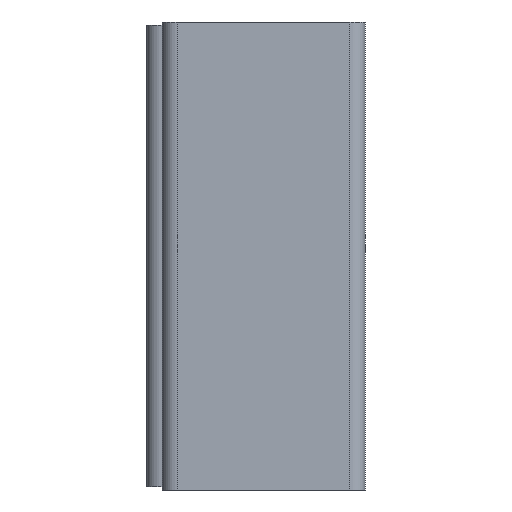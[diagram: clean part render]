
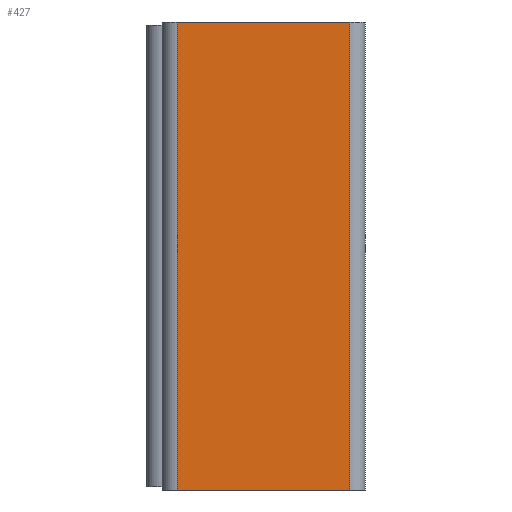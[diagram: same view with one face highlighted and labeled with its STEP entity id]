
A CAD part, left-side view. The second image highlights one B-rep face of the part: STEP entity #427.
In plain terms, the highlighted planar face has unit normal (-1, 0, 0).
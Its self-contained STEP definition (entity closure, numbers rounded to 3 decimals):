
#13 = AXIS2_PLACEMENT_3D ( 'NONE', #28, #29, #30 ) ;
#28 = CARTESIAN_POINT ( 'NONE',  ( -0.76, 0., 0.38 ) ) ;
#29 = DIRECTION ( 'NONE',  ( 1., 0., 0. ) ) ;
#30 = DIRECTION ( 'NONE',  ( 0., 0., -1. ) ) ;
#48 = PLANE ( 'NONE',  #13 ) ;
#206 = EDGE_LOOP ( 'NONE', ( #381, #386, #394, #359 ) ) ;
#359 = ORIENTED_EDGE ( 'NONE', *, *, #660, .T. ) ;
#366 = VERTEX_POINT ( 'NONE', #481 ) ;
#377 = VERTEX_POINT ( 'NONE', #418 ) ;
#381 = ORIENTED_EDGE ( 'NONE', *, *, #658, .T. ) ;
#386 = ORIENTED_EDGE ( 'NONE', *, *, #654, .T. ) ;
#394 = ORIENTED_EDGE ( 'NONE', *, *, #657, .F. ) ;
#398 = VERTEX_POINT ( 'NONE', #419 ) ;
#418 = CARTESIAN_POINT ( 'NONE',  ( -0.76, 0.025, 0.38 ) ) ;
#419 = CARTESIAN_POINT ( 'NONE',  ( -0.76, 0.305, -0.38 ) ) ;
#427 = ADVANCED_FACE ( 'NONE', ( #522 ), #48, .F. ) ;
#468 = CARTESIAN_POINT ( 'NONE',  ( -0.76, 0.305, 0.38 ) ) ;
#481 = CARTESIAN_POINT ( 'NONE',  ( -0.76, 0.025, -0.38 ) ) ;
#522 = FACE_OUTER_BOUND ( 'NONE', #206, .T. ) ;
#654 = EDGE_CURVE ( 'NONE', #366, #377, #1032, .T. ) ;
#657 = EDGE_CURVE ( 'NONE', #926, #377, #1037, .T. ) ;
#658 = EDGE_CURVE ( 'NONE', #398, #366, #1039, .T. ) ;
#660 = EDGE_CURVE ( 'NONE', #926, #398, #1043, .T. ) ;
#825 = CARTESIAN_POINT ( 'NONE',  ( -0.76, 0.305, 0.38 ) ) ;
#826 = DIRECTION ( 'NONE',  ( 0., 0., -1. ) ) ;
#926 = VERTEX_POINT ( 'NONE', #468 ) ;
#1032 = LINE ( 'NONE', #1091, #1035 ) ;
#1035 = VECTOR ( 'NONE', #1093, 1000. ) ;
#1037 = LINE ( 'NONE', #1099, #1040 ) ;
#1039 = LINE ( 'NONE', #1101, #1042 ) ;
#1040 = VECTOR ( 'NONE', #1100, 1000. ) ;
#1042 = VECTOR ( 'NONE', #1102, 1000. ) ;
#1043 = LINE ( 'NONE', #825, #1046 ) ;
#1046 = VECTOR ( 'NONE', #826, 1000. ) ;
#1091 = CARTESIAN_POINT ( 'NONE',  ( -0.76, 0.025, 0.38 ) ) ;
#1093 = DIRECTION ( 'NONE',  ( 0., 0., 1. ) ) ;
#1099 = CARTESIAN_POINT ( 'NONE',  ( -0.76, 0., 0.38 ) ) ;
#1100 = DIRECTION ( 'NONE',  ( 0., -1., 0. ) ) ;
#1101 = CARTESIAN_POINT ( 'NONE',  ( -0.76, 0., -0.38 ) ) ;
#1102 = DIRECTION ( 'NONE',  ( 0., -1., 0. ) ) ;
